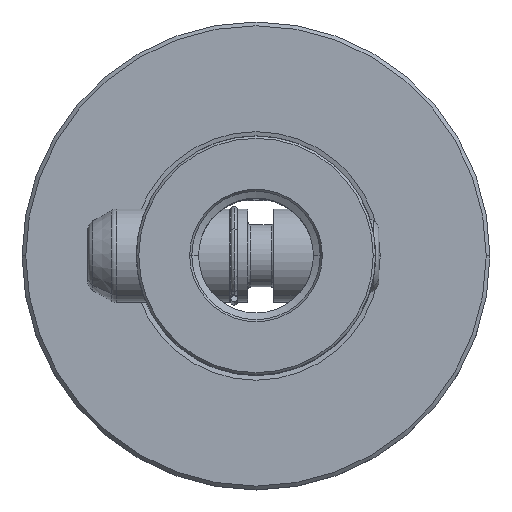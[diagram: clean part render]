
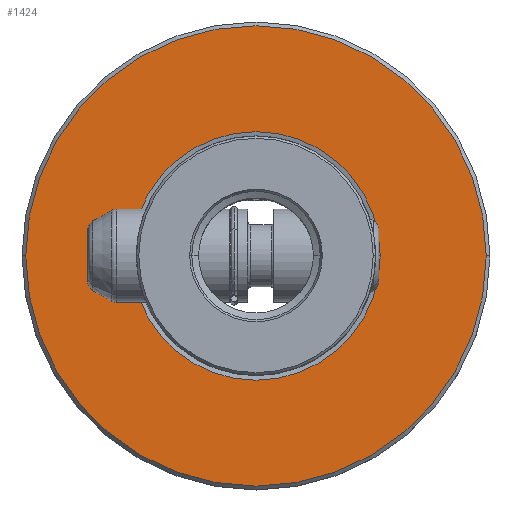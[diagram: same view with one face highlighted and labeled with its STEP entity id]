
A CAD part, top view. The second image highlights one B-rep face of the part: STEP entity #1424.
In plain terms, the highlighted planar face has unit normal (0, 0, 1).
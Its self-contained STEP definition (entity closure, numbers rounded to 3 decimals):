
#898=VERTEX_POINT('NONE',#2463);
#1198=EDGE_CURVE('NONE',#1784,#898,#2796,.T.);
#1278=EDGE_CURVE('NONE',#1410,#1670,#2883,.T.);
#1410=VERTEX_POINT('NONE',#3030);
#1424=ADVANCED_FACE('NONE',(#3046,#3047),#3048,.T.);
#1482=EDGE_CURVE('NONE',#1670,#1410,#3113,.T.);
#1670=VERTEX_POINT('NONE',#3329);
#1784=VERTEX_POINT('NONE',#3464);
#2124=EDGE_CURVE('NONE',#898,#1784,#3838,.T.);
#2463=CARTESIAN_POINT('',(44.275,0.,0.0));
#2796=CIRCLE('',#4849,44.275);
#2883=CIRCLE('',#5031,23.899);
#3030=CARTESIAN_POINT('',(-23.899,0.,0.0));
#3046=FACE_OUTER_BOUND('',#5252,.T.);
#3047=FACE_BOUND('',#5253,.T.);
#3048=PLANE('',#5254);
#3113=CIRCLE('',#5385,23.899);
#3329=CARTESIAN_POINT('',(23.899,0.0,0.0));
#3464=CARTESIAN_POINT('',(-44.275,0.0,0.0));
#3838=CIRCLE('',#6772,44.275);
#4849=AXIS2_PLACEMENT_3D('',#7722,#7723,#7724);
#5031=AXIS2_PLACEMENT_3D('',#7832,#7833,#7834);
#5252=EDGE_LOOP('',(#8038,#8039));
#5253=EDGE_LOOP('',(#8040,#8041));
#5254=AXIS2_PLACEMENT_3D('',#8042,#8043,#8044);
#5385=AXIS2_PLACEMENT_3D('',#8119,#8120,#8121);
#6772=AXIS2_PLACEMENT_3D('',#9043,#9044,#9045);
#7722=CARTESIAN_POINT('',(0.0,0.0,0.0));
#7723=DIRECTION('',(0.0,0.0,1.0));
#7724=DIRECTION('',(1.0,0.0,0.0));
#7832=CARTESIAN_POINT('',(0.0,0.0,0.0));
#7833=DIRECTION('',(0.0,0.0,1.0));
#7834=DIRECTION('',(1.0,0.0,0.0));
#8038=ORIENTED_EDGE('',*,*,#1198,.T.);
#8039=ORIENTED_EDGE('',*,*,#2124,.T.);
#8040=ORIENTED_EDGE('',*,*,#1482,.F.);
#8041=ORIENTED_EDGE('',*,*,#1278,.F.);
#8042=CARTESIAN_POINT('',(0.0,23.0,0.0));
#8043=DIRECTION('',(0.0,0.0,1.0));
#8044=DIRECTION('',(1.0,0.0,0.0));
#8119=CARTESIAN_POINT('',(0.0,0.0,0.0));
#8120=DIRECTION('',(0.0,0.0,1.0));
#8121=DIRECTION('',(1.0,0.0,0.0));
#9043=CARTESIAN_POINT('',(0.0,0.0,0.0));
#9044=DIRECTION('',(0.0,0.0,1.0));
#9045=DIRECTION('',(1.0,0.0,0.0));
